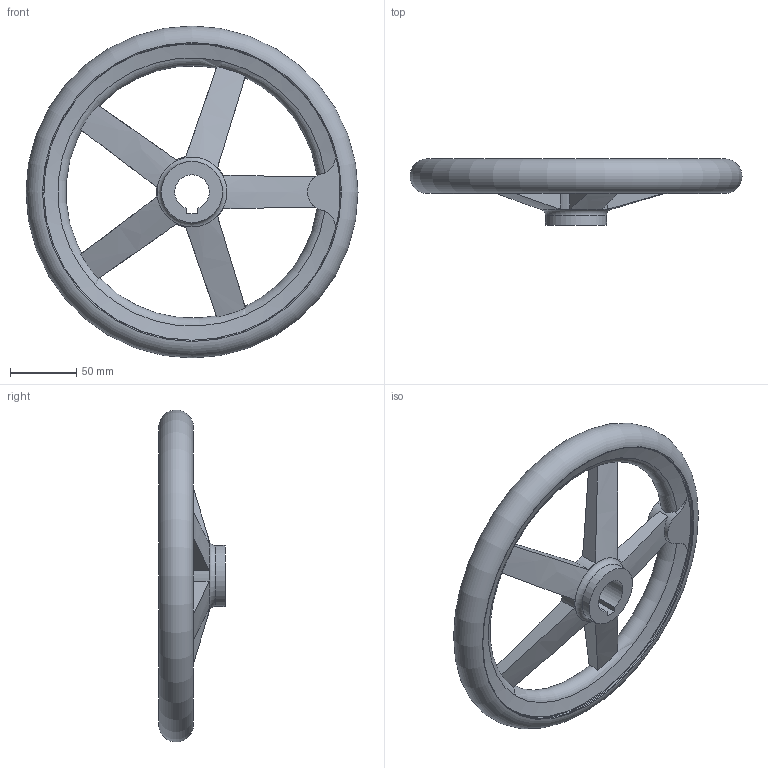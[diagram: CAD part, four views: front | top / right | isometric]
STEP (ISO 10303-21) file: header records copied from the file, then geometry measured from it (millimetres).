
FILE_DESCRIPTION( ( 'STEP AP214' ), '1' );
FILE_NAME( 'K0671.1250X26.stp', '2020-12-09T10:59:36', ( '' ), ( '' ), ' ', 'PARTsolutions', ' ' );
FILE_SCHEMA( ( 'AUTOMOTIVE_DESIGN { 1 0 10303 214 1 1 1 1 }' ) );
Length unit declared in the file: millimetre
Products named in the file (1): _K0671.1250X26
Bounding box: 249.99 x 49.99 x 249.99 mm (x, y, z)
Volume: 509722.9 mm3; surface area: 94939.8 mm2
Topology: 1 solids, 1 shells, 48 faces, 143 edges, 92 vertices
Faces by surface type: plane 17, cylinder 15, torus 12, cone 4
Full cylindrical faces by diameter (mm): 46 x2, 224 x2
Entity records: 2412 total; most frequent: CARTESIAN_POINT 838, ORIENTED_EDGE 252, DIRECTION 220, EDGE_CURVE 126, AXIS2_PLACEMENT_3D 97, VERTEX_POINT 89, EDGE_LOOP 68, FACE_OUTER_BOUND 59
